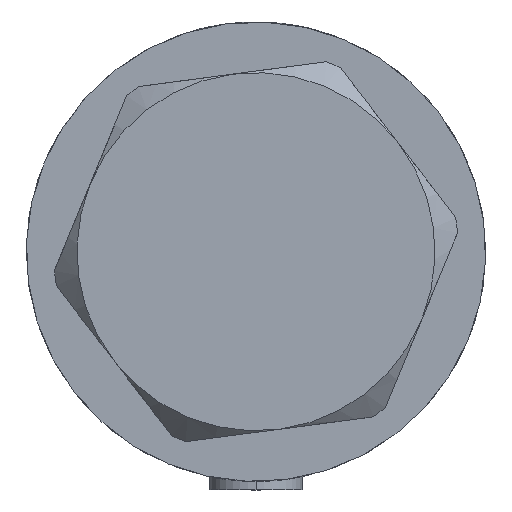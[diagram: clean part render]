
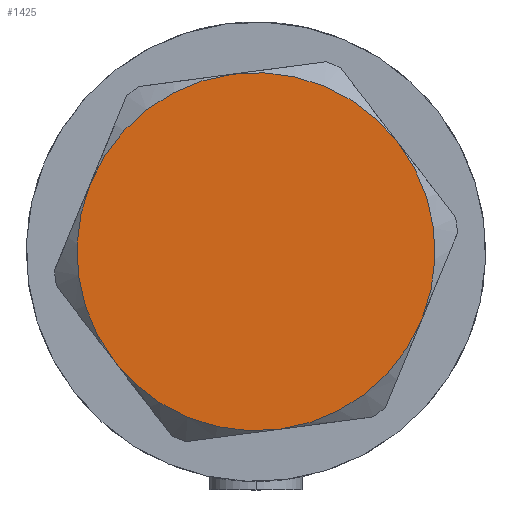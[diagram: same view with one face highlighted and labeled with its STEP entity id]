
A CAD part, left-side view. The second image highlights one B-rep face of the part: STEP entity #1425.
In plain terms, the highlighted face is planar.
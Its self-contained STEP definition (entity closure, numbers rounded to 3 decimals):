
#62 = FACE_OUTER_BOUND ( 'NONE', #2141, .T. ) ;
#132 = CIRCLE ( 'NONE', #4113, 23. ) ;
#210 = DIRECTION ( 'NONE',  ( 1., 0., 0. ) ) ;
#351 = DIRECTION ( 'NONE',  ( 1., 0., 0. ) ) ;
#408 = PLANE ( 'NONE',  #2572 ) ;
#508 = EDGE_CURVE ( 'NONE', #3891, #3874, #1185, .T. ) ;
#532 = DIRECTION ( 'NONE',  ( 1., 0., 0. ) ) ;
#640 = VERTEX_POINT ( 'NONE', #4050 ) ;
#674 = CIRCLE ( 'NONE', #1528, 23. ) ;
#687 = ORIENTED_EDGE ( 'NONE', *, *, #3604, .T. ) ;
#766 = VERTEX_POINT ( 'NONE', #910 ) ;
#895 = AXIS2_PLACEMENT_3D ( 'NONE', #2757, #936, #210 ) ;
#910 = CARTESIAN_POINT ( 'NONE',  ( -11.5, 19.919, 13. ) ) ;
#936 = DIRECTION ( 'NONE',  ( 0., 0., 1. ) ) ;
#986 = CIRCLE ( 'NONE', #1606, 23. ) ;
#994 = ORIENTED_EDGE ( 'NONE', *, *, #508, .T. ) ;
#1176 = DIRECTION ( 'NONE',  ( 1., 0., 0. ) ) ;
#1185 = CIRCLE ( 'NONE', #2125, 23. ) ;
#1224 = CARTESIAN_POINT ( 'NONE',  ( 11.5, -19.919, 13. ) ) ;
#1425 = ADVANCED_FACE ( 'NONE', ( #62 ), #408, .T. ) ;
#1461 = CARTESIAN_POINT ( 'NONE',  ( 11.5, 19.919, 13. ) ) ;
#1494 = DIRECTION ( 'NONE',  ( 0., 0., 1. ) ) ;
#1497 = CARTESIAN_POINT ( 'NONE',  ( 0., 0., 13. ) ) ;
#1524 = CIRCLE ( 'NONE', #3257, 23. ) ;
#1528 = AXIS2_PLACEMENT_3D ( 'NONE', #1835, #3271, #1176 ) ;
#1580 = VERTEX_POINT ( 'NONE', #2042 ) ;
#1601 = ORIENTED_EDGE ( 'NONE', *, *, #2890, .T. ) ;
#1606 = AXIS2_PLACEMENT_3D ( 'NONE', #3339, #2542, #4388 ) ;
#1835 = CARTESIAN_POINT ( 'NONE',  ( 0., 0., 13. ) ) ;
#1849 = ORIENTED_EDGE ( 'NONE', *, *, #1989, .T. ) ;
#1860 = VERTEX_POINT ( 'NONE', #1461 ) ;
#1989 = EDGE_CURVE ( 'NONE', #640, #3891, #132, .T. ) ;
#2042 = CARTESIAN_POINT ( 'NONE',  ( 23., 0., 13. ) ) ;
#2125 = AXIS2_PLACEMENT_3D ( 'NONE', #2388, #3081, #532 ) ;
#2141 = EDGE_LOOP ( 'NONE', ( #687, #1601, #4280, #3752, #1849, #994 ) ) ;
#2153 = EDGE_CURVE ( 'NONE', #1860, #766, #3565, .T. ) ;
#2388 = CARTESIAN_POINT ( 'NONE',  ( 0., 0., 13. ) ) ;
#2542 = DIRECTION ( 'NONE',  ( 0., 0., 1. ) ) ;
#2572 = AXIS2_PLACEMENT_3D ( 'NONE', #3263, #1494, #2979 ) ;
#2757 = CARTESIAN_POINT ( 'NONE',  ( 0., 0., 13. ) ) ;
#2890 = EDGE_CURVE ( 'NONE', #1580, #1860, #1524, .T. ) ;
#2979 = DIRECTION ( 'NONE',  ( 1., 0., 0. ) ) ;
#3081 = DIRECTION ( 'NONE',  ( 0., 0., 1. ) ) ;
#3257 = AXIS2_PLACEMENT_3D ( 'NONE', #1497, #3635, #4760 ) ;
#3263 = CARTESIAN_POINT ( 'NONE',  ( 0., 0., 13. ) ) ;
#3271 = DIRECTION ( 'NONE',  ( 0., 0., 1. ) ) ;
#3301 = CARTESIAN_POINT ( 'NONE',  ( 0., 0., 13. ) ) ;
#3339 = CARTESIAN_POINT ( 'NONE',  ( 0., 0., 13. ) ) ;
#3459 = CARTESIAN_POINT ( 'NONE',  ( -11.5, -19.919, 13. ) ) ;
#3565 = CIRCLE ( 'NONE', #895, 23. ) ;
#3604 = EDGE_CURVE ( 'NONE', #3874, #1580, #674, .T. ) ;
#3635 = DIRECTION ( 'NONE',  ( 0., 0., 1. ) ) ;
#3752 = ORIENTED_EDGE ( 'NONE', *, *, #3818, .T. ) ;
#3818 = EDGE_CURVE ( 'NONE', #766, #640, #986, .T. ) ;
#3874 = VERTEX_POINT ( 'NONE', #1224 ) ;
#3891 = VERTEX_POINT ( 'NONE', #3459 ) ;
#3969 = DIRECTION ( 'NONE',  ( 0., 0., 1. ) ) ;
#4050 = CARTESIAN_POINT ( 'NONE',  ( -23., 0., 13. ) ) ;
#4113 = AXIS2_PLACEMENT_3D ( 'NONE', #3301, #3969, #351 ) ;
#4280 = ORIENTED_EDGE ( 'NONE', *, *, #2153, .T. ) ;
#4388 = DIRECTION ( 'NONE',  ( 1., 0., 0. ) ) ;
#4760 = DIRECTION ( 'NONE',  ( 1., 0., 0. ) ) ;
